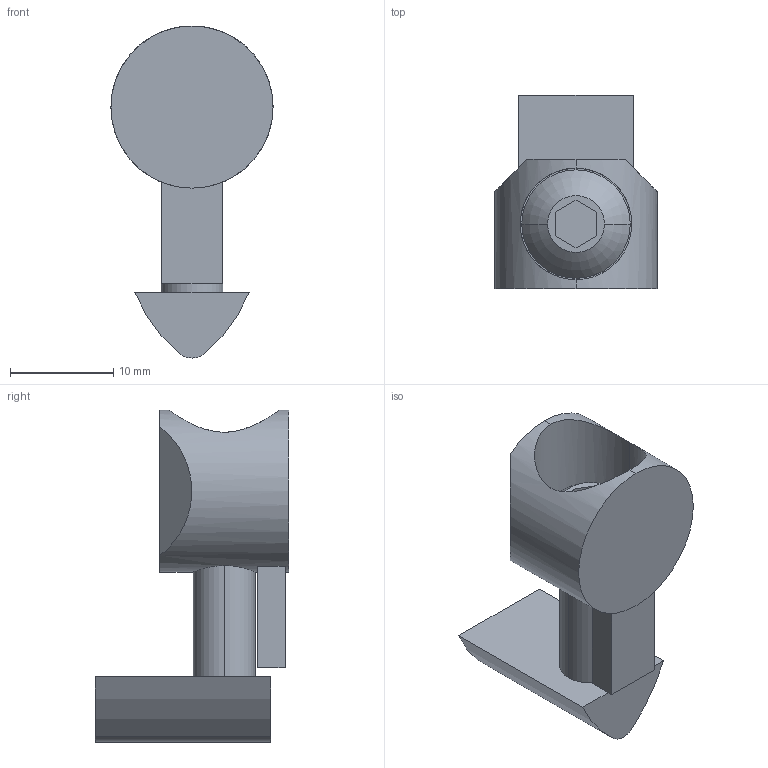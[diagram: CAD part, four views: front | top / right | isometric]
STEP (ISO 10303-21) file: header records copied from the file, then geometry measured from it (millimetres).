
FILE_DESCRIPTION (( 'STEP AP214' ), '1' );
FILE_NAME ('7126040', '2019-02-04T10:14:08', ( '' ), ('JUGARD+KÜNSTNER GmbH'), 'SwSTEP 2.0', 'SolidWorks 2017', '' );
FILE_SCHEMA (( 'AUTOMOTIVE_DESIGN' ));
Length unit declared in the file: millimetre
Products named in the file (1): 7126040_CNAJF00
Bounding box: 15.7 x 18.75 x 32.15 mm (x, y, z)
Volume: 2899 mm3; surface area: 2431.6 mm2
Topology: 1 solids, 1 shells, 38 faces, 94 edges, 62 vertices
Faces by surface type: plane 22, cylinder 14, torus 2
Entity records: 1306 total; most frequent: CARTESIAN_POINT 353, DIRECTION 196, ORIENTED_EDGE 188, EDGE_CURVE 94, AXIS2_PLACEMENT_3D 73, VERTEX_POINT 62, LINE 50, VECTOR 50
